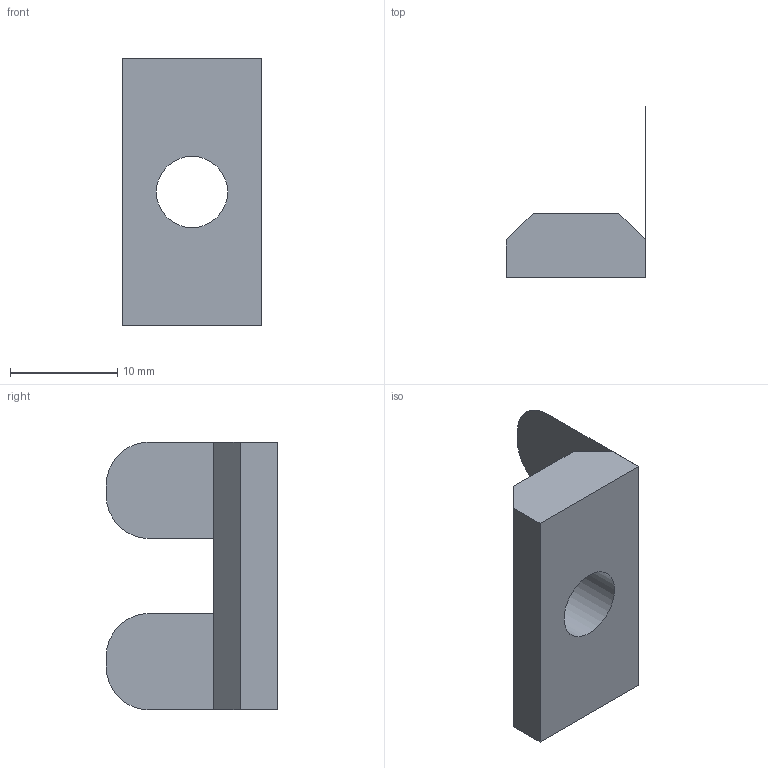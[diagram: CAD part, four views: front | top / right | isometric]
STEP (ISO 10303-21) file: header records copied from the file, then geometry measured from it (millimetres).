
FILE_DESCRIPTION(/* description */ ('Nakrętka M8 L=25mm ze sprężyną'),/* implementation_level */ '2;1');
FILE_NAME(/* name */ '210826.stp',/* time_stamp */ '2023-01-20T07:26:55+01:00',/* author */ ('aluteckkpl_am'),/* organization */ (''),/* preprocessor_version */ 'ST-DEVELOPER v18.1',/* originating_system */ 'Autodesk Inventor 2021',/* authorisation */ '');
FILE_SCHEMA (('CONFIG_CONTROL_DESIGN'));
Length unit declared in the file: millimetre
Products named in the file (1): 210826
Bounding box: 13 x 16 x 25 mm (x, y, z)
Volume: 1585.5 mm3; surface area: 1350.4 mm2
Topology: 1 solids, 3 shells, 11 faces, 34 edges, 27 vertices
Faces by surface type: plane 10, cylinder 1
Full cylindrical faces by diameter (mm): 6.647 x1
Entity records: 436 total; most frequent: CARTESIAN_POINT 73, DIRECTION 65, ORIENTED_EDGE 56, EDGE_CURVE 34, LINE 27, VECTOR 27, VERTEX_POINT 27, AXIS2_PLACEMENT_3D 19
